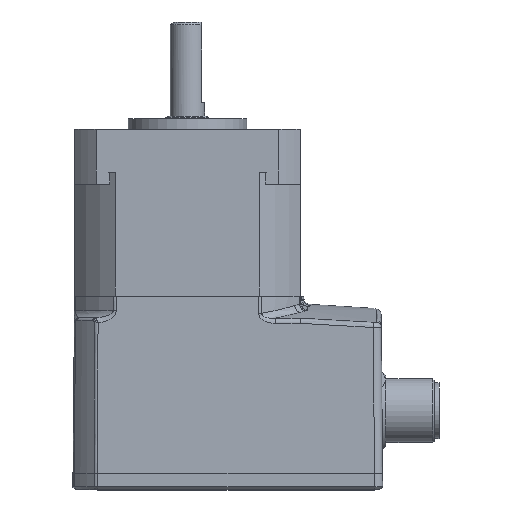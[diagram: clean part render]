
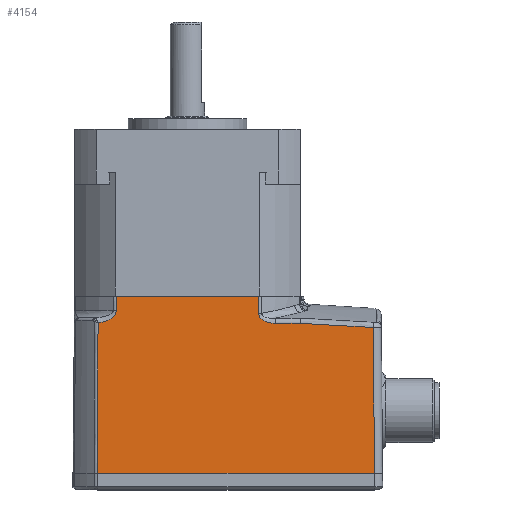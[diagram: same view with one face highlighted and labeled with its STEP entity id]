
A CAD part, top view. The second image highlights one B-rep face of the part: STEP entity #4154.
In plain terms, the highlighted planar face has unit normal (0, 0.009, 1).
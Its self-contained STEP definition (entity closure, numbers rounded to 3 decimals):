
#358 = CARTESIAN_POINT ( 'NONE',  ( -13.805, -3.847, 21.034 ) ) ;
#366 = DIRECTION ( 'NONE',  ( 0., 0.009, 1. ) ) ;
#548 = ORIENTED_EDGE ( 'NONE', *, *, #12661, .T. ) ;
#693 = EDGE_CURVE ( 'NONE', #12285, #13365, #13196, .T. ) ;
#942 = CARTESIAN_POINT ( 'NONE',  ( -16.658, -14.316, 21.125 ) ) ;
#960 = CARTESIAN_POINT ( 'NONE',  ( -13.271, -1.808, 21.016 ) ) ;
#1084 = EDGE_CURVE ( 'NONE', #4421, #3105, #11521, .T. ) ;
#1168 = CARTESIAN_POINT ( 'NONE',  ( 13.437, -3.868, 21.034 ) ) ;
#1469 = CARTESIAN_POINT ( 'NONE',  ( 16.355, -5.076, 21.044 ) ) ;
#1482 = CARTESIAN_POINT ( 'NONE',  ( -13.274, -2.711, 21.024 ) ) ;
#1484 = VECTOR ( 'NONE', #1789, 1000. ) ;
#1683 = VECTOR ( 'NONE', #12138, 1000. ) ;
#1777 = CARTESIAN_POINT ( 'NONE',  ( -14.864, -4.553, 21.04 ) ) ;
#1789 = DIRECTION ( 'NONE',  ( -1., 0., 0. ) ) ;
#1861 = CARTESIAN_POINT ( 'NONE',  ( -13.565, -3.569, 21.031 ) ) ;
#1868 = EDGE_CURVE ( 'NONE', #9984, #13779, #7011, .T. ) ;
#1960 = CARTESIAN_POINT ( 'NONE',  ( 15.363, -5.076, 21.044 ) ) ;
#2073 = CARTESIAN_POINT ( 'NONE',  ( 34.788, -33., 21.288 ) ) ;
#2163 = DIRECTION ( 'NONE',  ( 0., 1., -0.009 ) ) ;
#2369 = B_SPLINE_CURVE_WITH_KNOTS ( 'NONE', 3,
 ( #3207, #12638, #960, #15375 ),
 .UNSPECIFIED., .F., .F.,
 ( 4, 4 ),
 ( 0., 0.003 ),
 .UNSPECIFIED. ) ;
#2534 = CARTESIAN_POINT ( 'NONE',  ( 14.592, -4.766, 21.042 ) ) ;
#2610 = CARTESIAN_POINT ( 'NONE',  ( 13.53, -4.009, 21.035 ) ) ;
#2634 = CARTESIAN_POINT ( 'NONE',  ( -13.274, -2.711, 21.024 ) ) ;
#2714 = CARTESIAN_POINT ( 'NONE',  ( 34.5, -0.013, 21. ) ) ;
#2883 = CARTESIAN_POINT ( 'NONE',  ( 36., 0., 21. ) ) ;
#3034 = EDGE_CURVE ( 'NONE', #3105, #8730, #9457, .T. ) ;
#3056 = CARTESIAN_POINT ( 'NONE',  ( -13.323, -3.074, 21.027 ) ) ;
#3105 = VERTEX_POINT ( 'NONE', #4482 ) ;
#3207 = CARTESIAN_POINT ( 'NONE',  ( -13.267, 0., 21. ) ) ;
#3490 = ORIENTED_EDGE ( 'NONE', *, *, #3034, .T. ) ;
#3645 = CARTESIAN_POINT ( 'NONE',  ( -16.629, -4.974, 21.043 ) ) ;
#3768 = CARTESIAN_POINT ( 'NONE',  ( 15.22, -4.957, 21.043 ) ) ;
#3806 = CARTESIAN_POINT ( 'NONE',  ( 34.551, -5.846, 21.051 ) ) ;
#3886 = CARTESIAN_POINT ( 'NONE',  ( 13.272, -2.153, 21.019 ) ) ;
#3905 = ORIENTED_EDGE ( 'NONE', *, *, #6769, .T. ) ;
#3951 = CARTESIAN_POINT ( 'NONE',  ( 13.275, -3.397, 21.03 ) ) ;
#4050 = CARTESIAN_POINT ( 'NONE',  ( -16.629, -4.974, 21.043 ) ) ;
#4101 = VECTOR ( 'NONE', #15043, 1000. ) ;
#4154 = ADVANCED_FACE ( 'NONE', ( #13302 ), #12635, .T. ) ;
#4421 = VERTEX_POINT ( 'NONE', #3806 ) ;
#4482 = CARTESIAN_POINT ( 'NONE',  ( 21., -5.076, 21.044 ) ) ;
#4524 = EDGE_CURVE ( 'NONE', #10096, #4421, #16103, .T. ) ;
#4528 = B_SPLINE_CURVE_WITH_KNOTS ( 'NONE', 3,
 ( #10380, #5327, #7952, #3768, #13091, #17219, #2534, #10567, #10662, #2610, #1168, #10470, #3951, #9267 ),
 .UNSPECIFIED., .F., .F.,
 ( 4, 2, 2, 2, 2, 2, 4 ),
 ( 0., 0.001, 0.001, 0.002, 0.003, 0.003, 0.004 ),
 .UNSPECIFIED. ) ;
#5045 = VERTEX_POINT ( 'NONE', #1482 ) ;
#5327 = CARTESIAN_POINT ( 'NONE',  ( 16.025, -5.076, 21.044 ) ) ;
#5351 = CARTESIAN_POINT ( 'NONE',  ( -15.202, -4.685, 21.041 ) ) ;
#5634 = VERTEX_POINT ( 'NONE', #5794 ) ;
#5794 = CARTESIAN_POINT ( 'NONE',  ( 13.275, -3.229, 21.028 ) ) ;
#6396 = CARTESIAN_POINT ( 'NONE',  ( 13.267, 0., 21. ) ) ;
#6654 = CARTESIAN_POINT ( 'NONE',  ( -13.267, 0., 21. ) ) ;
#6677 = CARTESIAN_POINT ( 'NONE',  ( -13.939, -3.97, 21.035 ) ) ;
#6769 = EDGE_CURVE ( 'NONE', #8730, #5634, #4528, .T. ) ;
#7011 = LINE ( 'NONE', #2883, #4101 ) ;
#7309 = DIRECTION ( 'NONE',  ( -1., 0., 0. ) ) ;
#7416 = CARTESIAN_POINT ( 'NONE',  ( 36., 0., 21. ) ) ;
#7478 = EDGE_CURVE ( 'NONE', #10096, #13365, #15071, .T. ) ;
#7574 = CARTESIAN_POINT ( 'NONE',  ( -16.629, -4.974, 21.043 ) ) ;
#7819 = CARTESIAN_POINT ( 'NONE',  ( 13.267, 0., 21. ) ) ;
#7952 = CARTESIAN_POINT ( 'NONE',  ( 15.7, -5.048, 21.044 ) ) ;
#7978 = ORIENTED_EDGE ( 'NONE', *, *, #12519, .T. ) ;
#7981 = CARTESIAN_POINT ( 'NONE',  ( -13.274, -2.804, 21.024 ) ) ;
#8402 = CARTESIAN_POINT ( 'NONE',  ( -13.353, -3.162, 21.028 ) ) ;
#8485 = CARTESIAN_POINT ( 'NONE',  ( -13.462, -3.415, 21.03 ) ) ;
#8518 = ORIENTED_EDGE ( 'NONE', *, *, #1868, .T. ) ;
#8730 = VERTEX_POINT ( 'NONE', #1469 ) ;
#8856 = CARTESIAN_POINT ( 'NONE',  ( 13.275, -3.229, 21.028 ) ) ;
#9026 = CARTESIAN_POINT ( 'NONE',  ( 21., -5.076, 21.044 ) ) ;
#9267 = CARTESIAN_POINT ( 'NONE',  ( 13.275, -3.229, 21.028 ) ) ;
#9457 = LINE ( 'NONE', #1960, #1484 ) ;
#9984 = VERTEX_POINT ( 'NONE', #6396 ) ;
#10096 = VERTEX_POINT ( 'NONE', #2073 ) ;
#10235 = CARTESIAN_POINT ( 'NONE',  ( -16.688, -23.658, 21.206 ) ) ;
#10307 = CARTESIAN_POINT ( 'NONE',  ( 30.049, -5.333, 21.047 ) ) ;
#10380 = CARTESIAN_POINT ( 'NONE',  ( 16.355, -5.076, 21.044 ) ) ;
#10470 = CARTESIAN_POINT ( 'NONE',  ( 13.31, -3.563, 21.031 ) ) ;
#10567 = CARTESIAN_POINT ( 'NONE',  ( 14.142, -4.559, 21.04 ) ) ;
#10662 = CARTESIAN_POINT ( 'NONE',  ( 13.858, -4.376, 21.038 ) ) ;
#10688 = CARTESIAN_POINT ( 'NONE',  ( -16.266, -4.946, 21.043 ) ) ;
#10808 = ORIENTED_EDGE ( 'NONE', *, *, #4524, .T. ) ;
#11521 = B_SPLINE_CURVE_WITH_KNOTS ( 'NONE', 3,
 ( #16965, #10307, #15671, #9026 ),
 .UNSPECIFIED., .F., .F.,
 ( 4, 4 ),
 ( 0., 0.014 ),
 .UNSPECIFIED. ) ;
#11664 = CARTESIAN_POINT ( 'NONE',  ( -16.717, -33., 21.288 ) ) ;
#11991 = CARTESIAN_POINT ( 'NONE',  ( -14.229, -4.192, 21.037 ) ) ;
#12138 = DIRECTION ( 'NONE',  ( -0.009, 1., -0.009 ) ) ;
#12241 = AXIS2_PLACEMENT_3D ( 'NONE', #7416, #366, #2163 ) ;
#12285 = VERTEX_POINT ( 'NONE', #3645 ) ;
#12312 = ORIENTED_EDGE ( 'NONE', *, *, #16156, .T. ) ;
#12402 = CARTESIAN_POINT ( 'NONE',  ( -15.908, -4.883, 21.043 ) ) ;
#12519 = EDGE_CURVE ( 'NONE', #5634, #9984, #16847, .T. ) ;
#12635 = PLANE ( 'NONE',  #12241 ) ;
#12638 = CARTESIAN_POINT ( 'NONE',  ( -13.269, -0.904, 21.008 ) ) ;
#12661 = EDGE_CURVE ( 'NONE', #5045, #12285, #14351, .T. ) ;
#13025 = CARTESIAN_POINT ( 'NONE',  ( 13.269, -1.076, 21.009 ) ) ;
#13091 = CARTESIAN_POINT ( 'NONE',  ( 15.062, -4.919, 21.043 ) ) ;
#13196 = B_SPLINE_CURVE_WITH_KNOTS ( 'NONE', 3,
 ( #7574, #942, #10235, #11664 ),
 .UNSPECIFIED., .F., .F.,
 ( 4, 4 ),
 ( 0., 0.028 ),
 .UNSPECIFIED. ) ;
#13296 = CARTESIAN_POINT ( 'NONE',  ( -13.284, -2.895, 21.025 ) ) ;
#13302 = FACE_OUTER_BOUND ( 'NONE', #13440, .T. ) ;
#13365 = VERTEX_POINT ( 'NONE', #14977 ) ;
#13440 = EDGE_LOOP ( 'NONE', ( #8518, #12312, #548, #13727, #14300, #10808, #13865, #3490, #3905, #7978 ) ) ;
#13727 = ORIENTED_EDGE ( 'NONE', *, *, #693, .T. ) ;
#13739 = CARTESIAN_POINT ( 'NONE',  ( -14.385, -4.291, 21.037 ) ) ;
#13772 = CARTESIAN_POINT ( 'NONE',  ( 36., -33., 21.288 ) ) ;
#13779 = VERTEX_POINT ( 'NONE', #6654 ) ;
#13865 = ORIENTED_EDGE ( 'NONE', *, *, #1084, .T. ) ;
#14300 = ORIENTED_EDGE ( 'NONE', *, *, #7478, .F. ) ;
#14351 = B_SPLINE_CURVE_WITH_KNOTS ( 'NONE', 3,
 ( #2634, #7981, #13296, #3056, #8402, #8485, #1861, #358, #6677, #11991, #13739, #1777, #5351, #12402, #10688, #4050 ),
 .UNSPECIFIED., .F., .F.,
 ( 4, 2, 2, 2, 2, 2, 2, 4 ),
 ( 0., 0., 0.001, 0.001, 0.002, 0.002, 0.003, 0.004 ),
 .UNSPECIFIED. ) ;
#14977 = CARTESIAN_POINT ( 'NONE',  ( -16.717, -33., 21.288 ) ) ;
#15043 = DIRECTION ( 'NONE',  ( -1., 0., 0. ) ) ;
#15071 = LINE ( 'NONE', #13772, #15903 ) ;
#15375 = CARTESIAN_POINT ( 'NONE',  ( -13.274, -2.711, 21.024 ) ) ;
#15671 = CARTESIAN_POINT ( 'NONE',  ( 25.532, -5.076, 21.044 ) ) ;
#15903 = VECTOR ( 'NONE', #7309, 1000. ) ;
#16103 = LINE ( 'NONE', #2714, #1683 ) ;
#16156 = EDGE_CURVE ( 'NONE', #13779, #5045, #2369, .T. ) ;
#16847 = B_SPLINE_CURVE_WITH_KNOTS ( 'NONE', 3,
 ( #8856, #3886, #13025, #7819 ),
 .UNSPECIFIED., .F., .F.,
 ( 4, 4 ),
 ( 0., 0.003 ),
 .UNSPECIFIED. ) ;
#16965 = CARTESIAN_POINT ( 'NONE',  ( 34.551, -5.846, 21.051 ) ) ;
#17219 = CARTESIAN_POINT ( 'NONE',  ( 14.748, -4.824, 21.042 ) ) ;
